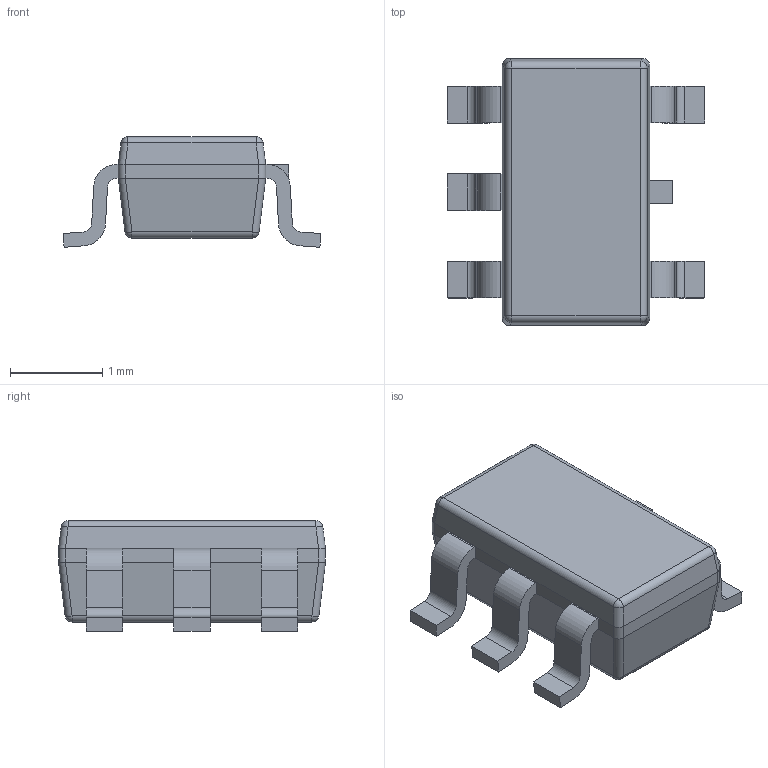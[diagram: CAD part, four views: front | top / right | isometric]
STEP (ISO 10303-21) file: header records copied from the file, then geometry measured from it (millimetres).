
FILE_DESCRIPTION(('CAx-IF Rec.Pracs.---Model Styling and Organization---1.5---2016-08-15','CAx-IF Rec.Pracs.---Geometric and Assembly Validation Properties---4.4---2016-08-17','CAx-IF Rec.Pracs.---User Defined Attributes---1.5---2016-08-15','CAx-IF Rec.Pracs.---External References---2.1---2005-01-19'),'2;1');
FILE_NAME('1251656.step','2025-02-27T01:09:25',('Unspecified'),('Unspecified'),'CAD Exchanger 3.10.2 (cadexchanger.com)','Unspecified','');
FILE_SCHEMA(('AUTOMOTIVE_DESIGN { 1 0 10303 214 1 1 1 1 }'));
Length unit declared in the file: millimetre
Products named in the file (4): DBV0005A_ASM; BODY-SOT; LEAD-SOT; LEAD-DUMMY
Assembly tree (7 placements, depth 2):
  DBV0005A_ASM
    BODY-SOT
    LEAD-SOT  x5
    LEAD-DUMMY
Bounding box: 2.8 x 2.9 x 1.2 mm (x, y, z)
Volume: 5.2 mm3; surface area: 24.6 mm2
Topology: 7 solids, 7 shells, 118 faces, 288 edges, 184 vertices
Faces by surface type: plane 70, cylinder 40, sphere 8
Entity records: 2275 total; most frequent: CARTESIAN_POINT 418, DIRECTION 292, ORIENTED_EDGE 288, EDGE_CURVE 144, AXIS2_PLACEMENT_3D 102, VERTEX_POINT 88, LINE 88, VECTOR 88
